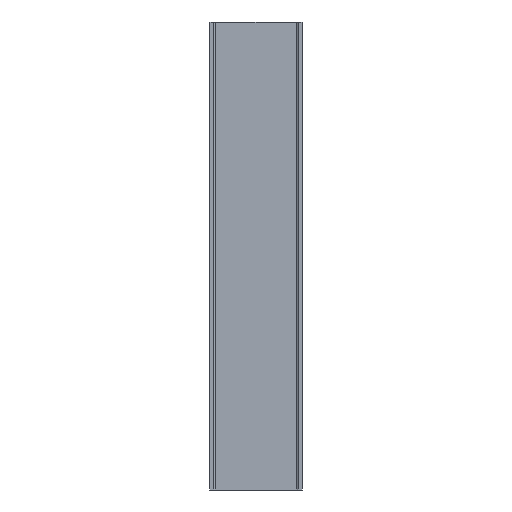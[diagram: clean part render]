
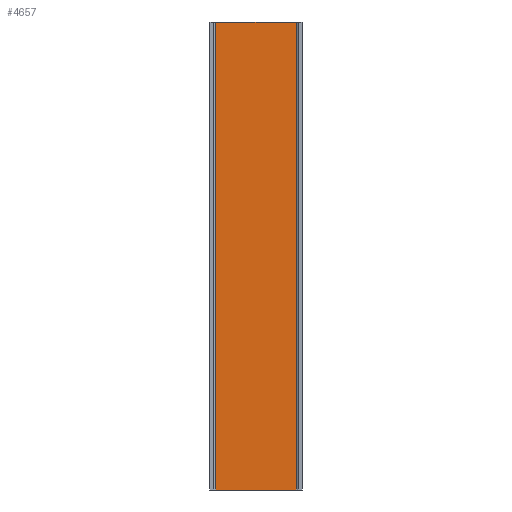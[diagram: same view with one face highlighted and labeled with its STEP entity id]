
A CAD part, left-side view. The second image highlights one B-rep face of the part: STEP entity #4657.
In plain terms, the highlighted face is planar.
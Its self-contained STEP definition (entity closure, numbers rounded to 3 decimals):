
#1532=DIRECTION('',(0.,0.,1.));
#1533=VECTOR('',#1532,233.6);
#1534=CARTESIAN_POINT('',(3418.39,680.997,
0.));
#1535=LINE('',#1534,#1533);
#1546=DIRECTION('',(0.,-1.,0.));
#1547=VECTOR('',#1546,40.317);
#1548=CARTESIAN_POINT('',(3418.39,680.997,
0.));
#1549=LINE('',#1548,#1547);
#1560=DIRECTION('',(0.,0.,-1.));
#1561=VECTOR('',#1560,233.6);
#1562=CARTESIAN_POINT('',(3418.39,640.68,233.6));
#1563=LINE('',#1562,#1561);
#2077=DIRECTION('',(0.,-1.,0.));
#2078=VECTOR('',#2077,40.317);
#2079=CARTESIAN_POINT('',(3418.39,680.997,233.6));
#2080=LINE('',#2079,#2078);
#3284=CARTESIAN_POINT('',(3418.39,640.68,
0.));
#3285=VERTEX_POINT('',#3284);
#3286=CARTESIAN_POINT('',(3418.39,680.997,
0.));
#3287=VERTEX_POINT('',#3286);
#3290=CARTESIAN_POINT('',(3418.39,680.997,233.6));
#3291=VERTEX_POINT('',#3290);
#3292=CARTESIAN_POINT('',(3418.39,640.68,233.6));
#3293=VERTEX_POINT('',#3292);
#4644=CARTESIAN_POINT('',(3418.39,660.839,0.));
#4645=DIRECTION('',(1.,0.,0.));
#4646=DIRECTION('',(0.,1.,0.));
#4647=AXIS2_PLACEMENT_3D('',#4644,#4645,#4646);
#4648=PLANE('',#4647);
#4649=ORIENTED_EDGE('',*,*,#3761,.T.);
#4651=ORIENTED_EDGE('',*,*,#4650,.F.);
#4653=ORIENTED_EDGE('',*,*,#4652,.F.);
#4654=ORIENTED_EDGE('',*,*,#4636,.F.);
#4655=EDGE_LOOP('',(#4649,#4651,#4653,#4654));
#4656=FACE_OUTER_BOUND('',#4655,.F.);
#3761=EDGE_CURVE('',#3287,#3285,#1549,.T.);
#4636=EDGE_CURVE('',#3287,#3291,#1535,.T.);
#4650=EDGE_CURVE('',#3293,#3285,#1563,.T.);
#4652=EDGE_CURVE('',#3291,#3293,#2080,.T.);
#4657=ADVANCED_FACE('',(#4656),#4648,.T.);
